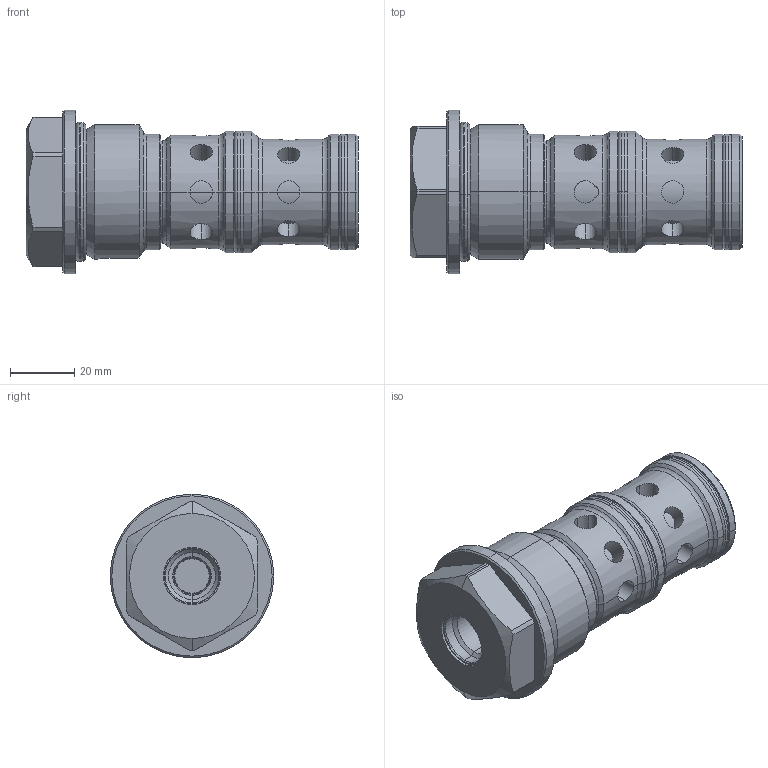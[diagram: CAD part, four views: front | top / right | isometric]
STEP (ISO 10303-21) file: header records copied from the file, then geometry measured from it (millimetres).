
FILE_DESCRIPTION (( 'STEP AP214' ), '1' );
FILE_NAME ('485.D5_Kunde.STEP', '2017-02-21T12:32:23', ( 'user' ), ( '' ), 'SwSTEP 2.0', 'SolidWorks 2016', '' );
FILE_SCHEMA (( 'AUTOMOTIVE_DESIGN' ));
Length unit declared in the file: millimetre
Products named in the file (1): 485.D5_Kunde
Bounding box: 103.6 x 51 x 51 mm (x, y, z)
Volume: 110955.4 mm3; surface area: 23647.2 mm2
Topology: 4 solids, 4 shells, 194 faces, 421 edges, 250 vertices
Faces by surface type: cylinder 99, torus 42, cone 33, plane 20
Entity records: 7418 total; most frequent: CARTESIAN_POINT 3122, DIRECTION 903, ORIENTED_EDGE 842, EDGE_CURVE 421, AXIS2_PLACEMENT_3D 383, VERTEX_POINT 250, EDGE_LOOP 215, ADVANCED_FACE 194
